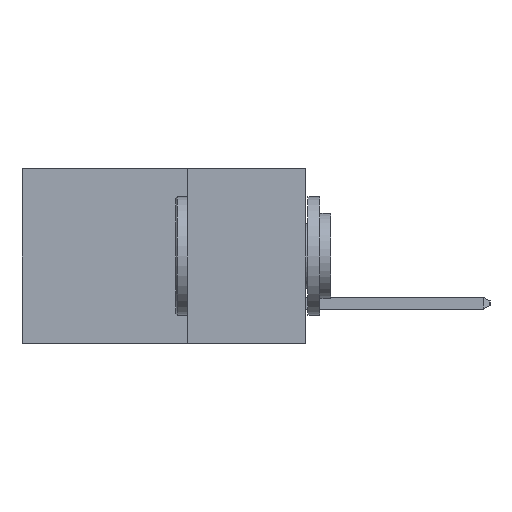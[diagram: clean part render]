
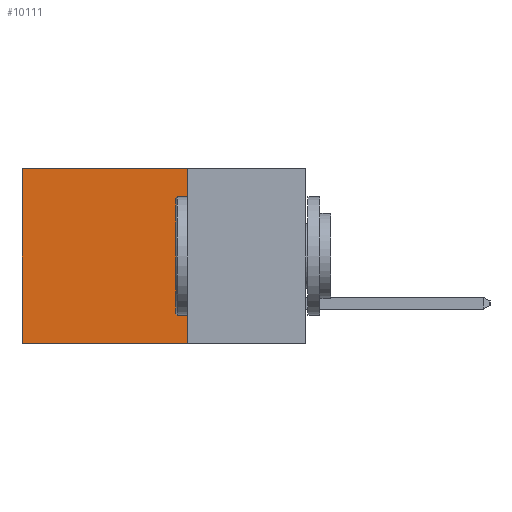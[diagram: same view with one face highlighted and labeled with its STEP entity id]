
A CAD part, left-side view. The second image highlights one B-rep face of the part: STEP entity #10111.
In plain terms, the highlighted planar face has unit normal (-1, 0, 0).
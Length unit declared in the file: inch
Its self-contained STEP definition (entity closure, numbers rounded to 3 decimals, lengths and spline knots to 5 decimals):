
#161 = VECTOR ( 'NONE', #6775, 39.37008 ) ;
#301 = DIRECTION ( 'NONE',  ( 0., 0., -1. ) ) ;
#938 = LINE ( 'NONE', #7040, #3161 ) ;
#1360 = CARTESIAN_POINT ( 'NONE',  ( 0.2615, 0.6, 0. ) ) ;
#1528 = EDGE_CURVE ( 'NONE', #1622, #10200, #8537, .T. ) ;
#1622 = VERTEX_POINT ( 'NONE', #7817 ) ;
#1903 = DIRECTION ( 'NONE',  ( 0., 1., 0. ) ) ;
#2028 = EDGE_LOOP ( 'NONE', ( #6922, #5803, #6749, #6498 ) ) ;
#2126 = CARTESIAN_POINT ( 'NONE',  ( 0.2615, 0.25, -0.37 ) ) ;
#2148 = CARTESIAN_POINT ( 'NONE',  ( 0.2615, 0.25, -0.37 ) ) ;
#2422 = VECTOR ( 'NONE', #1903, 39.37008 ) ;
#2474 = EDGE_CURVE ( 'NONE', #4851, #11282, #7318, .T. ) ;
#3161 = VECTOR ( 'NONE', #3649, 39.37008 ) ;
#3301 = CARTESIAN_POINT ( 'NONE',  ( 0.2615, 0.25, -0.37 ) ) ;
#3649 = DIRECTION ( 'NONE',  ( 0., 0., -1. ) ) ;
#4070 = VECTOR ( 'NONE', #8330, 39.37008 ) ;
#4136 = CARTESIAN_POINT ( 'NONE',  ( 0.2615, 0.25, -0.37 ) ) ;
#4427 = FACE_OUTER_BOUND ( 'NONE', #2028, .T. ) ;
#4655 = CARTESIAN_POINT ( 'NONE',  ( 0.2615, 0.25, 0. ) ) ;
#4704 = EDGE_CURVE ( 'NONE', #10200, #11282, #938, .T. ) ;
#4778 = CARTESIAN_POINT ( 'NONE',  ( 0.2615, 0.6, -0.37 ) ) ;
#4851 = VERTEX_POINT ( 'NONE', #2126 ) ;
#5754 = DIRECTION ( 'NONE',  ( 1., 0., 0. ) ) ;
#5803 = ORIENTED_EDGE ( 'NONE', *, *, #2474, .F. ) ;
#6498 = ORIENTED_EDGE ( 'NONE', *, *, #1528, .T. ) ;
#6749 = ORIENTED_EDGE ( 'NONE', *, *, #8733, .F. ) ;
#6775 = DIRECTION ( 'NONE',  ( 0., 0., -1. ) ) ;
#6922 = ORIENTED_EDGE ( 'NONE', *, *, #4704, .T. ) ;
#7040 = CARTESIAN_POINT ( 'NONE',  ( 0.2615, 0.6, -0.37 ) ) ;
#7065 = LINE ( 'NONE', #3301, #161 ) ;
#7318 = LINE ( 'NONE', #4136, #2422 ) ;
#7817 = CARTESIAN_POINT ( 'NONE',  ( 0.2615, 0.25, 0. ) ) ;
#8330 = DIRECTION ( 'NONE',  ( 0., 1., 0. ) ) ;
#8537 = LINE ( 'NONE', #4655, #4070 ) ;
#8733 = EDGE_CURVE ( 'NONE', #1622, #4851, #7065, .T. ) ;
#9149 = PLANE ( 'NONE',  #10623 ) ;
#10111 = ADVANCED_FACE ( 'NONE', ( #4427 ), #9149, .F. ) ;
#10200 = VERTEX_POINT ( 'NONE', #1360 ) ;
#10623 = AXIS2_PLACEMENT_3D ( 'NONE', #2148, #5754, #301 ) ;
#11282 = VERTEX_POINT ( 'NONE', #4778 ) ;
